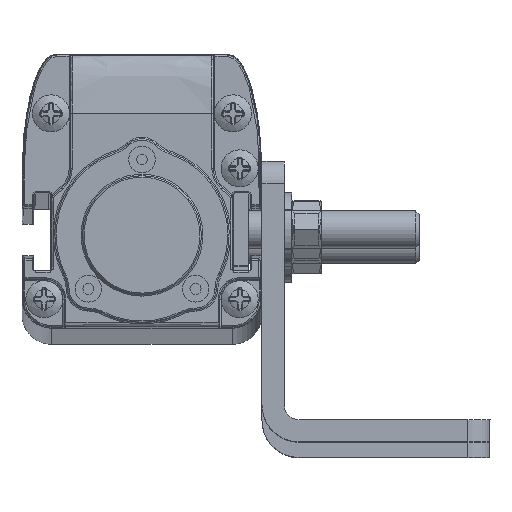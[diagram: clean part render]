
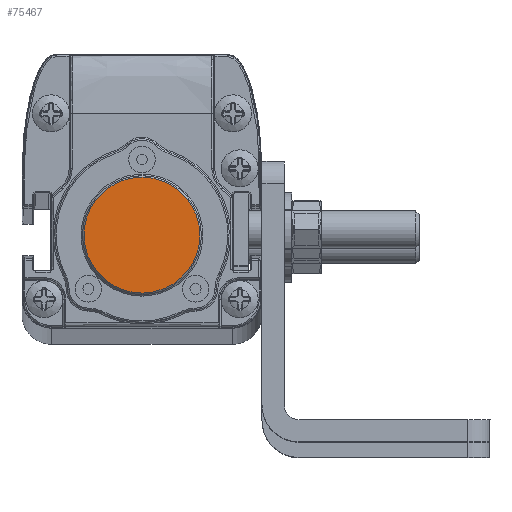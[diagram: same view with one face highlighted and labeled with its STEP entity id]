
A CAD part, top view. The second image highlights one B-rep face of the part: STEP entity #75467.
In plain terms, the highlighted planar face has unit normal (0, 0, 1).
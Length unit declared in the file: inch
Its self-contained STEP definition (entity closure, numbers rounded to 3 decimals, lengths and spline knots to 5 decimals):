
#7580 = EDGE_LOOP ( 'NONE', ( #66211, #90048 ) ) ;
#9463 = CARTESIAN_POINT ( 'NONE',  ( -0.08038, -0.29909, 50.52583 ) ) ;
#11013 = CARTESIAN_POINT ( 'NONE',  ( -0.0402, 0.30709, 50.52583 ) ) ;
#11327 = CARTESIAN_POINT ( 'NONE',  ( -0.30709, -0.0402, 50.52583 ) ) ;
#12629 = CARTESIAN_POINT ( 'NONE',  ( 0.24557, 0.18872, 50.52583 ) ) ;
#16800 = CARTESIAN_POINT ( 'NONE',  ( 0., -0.30709, 50.52583 ) ) ;
#17433 = CARTESIAN_POINT ( 'NONE',  ( -0.0402, -0.30709, 50.52583 ) ) ;
#18060 = CARTESIAN_POINT ( 'NONE',  ( -0.15465, 0.26833, 50.52583 ) ) ;
#20263 = CARTESIAN_POINT ( 'NONE',  ( 0.30709, 0.0402, 50.52583 ) ) ;
#20568 = CARTESIAN_POINT ( 'NONE',  ( 0.24557, -0.18872, 50.52583 ) ) ;
#26335 = CARTESIAN_POINT ( 'NONE',  ( 0., 0.30709, 50.52583 ) ) ;
#26602 = CARTESIAN_POINT ( 'NONE',  ( 0.15465, 0.26833, 50.52583 ) ) ;
#28344 = DIRECTION ( 'NONE',  ( 0., 0., 1. ) ) ;
#31330 = CARTESIAN_POINT ( 'NONE',  ( -0.24557, -0.18872, 50.52583 ) ) ;
#32278 = CARTESIAN_POINT ( 'NONE',  ( -0.24557, 0.18872, 50.52583 ) ) ;
#33814 = CARTESIAN_POINT ( 'NONE',  ( 0.30709, -0.0402, 50.52583 ) ) ;
#34132 = CARTESIAN_POINT ( 'NONE',  ( 0.15465, -0.26833, 50.52583 ) ) ;
#35919 = PLANE ( 'NONE',  #91864 ) ;
#39264 = CARTESIAN_POINT ( 'NONE',  ( -0.29909, -0.08038, 50.52583 ) ) ;
#39580 = CARTESIAN_POINT ( 'NONE',  ( -0.08038, 0.29909, 50.52583 ) ) ;
#40842 = EDGE_CURVE ( 'NONE', #75882, #63027, #70890, .T. ) ;
#41524 = CARTESIAN_POINT ( 'NONE',  ( 0., -0.30709, 50.52583 ) ) ;
#42146 = CARTESIAN_POINT ( 'NONE',  ( 0.29909, 0.08038, 50.52583 ) ) ;
#47246 = CARTESIAN_POINT ( 'NONE',  ( 0., 0.30709, 50.52583 ) ) ;
#49444 = CARTESIAN_POINT ( 'NONE',  ( 0.26833, 0.15465, 50.52583 ) ) ;
#54862 = CARTESIAN_POINT ( 'NONE',  ( -0.29909, 0.08038, 50.52583 ) ) ;
#55851 = CARTESIAN_POINT ( 'NONE',  ( 0., 0.30709, 50.52583 ) ) ;
#56766 = CARTESIAN_POINT ( 'NONE',  ( 0.26833, -0.15465, 50.52583 ) ) ;
#60326 = CARTESIAN_POINT ( 'NONE',  ( -0.18872, -0.24557, 50.52583 ) ) ;
#63027 = VERTEX_POINT ( 'NONE', #26335 ) ;
#64108 = CARTESIAN_POINT ( 'NONE',  ( 0.0402, 0.30709, 50.52583 ) ) ;
#66089 = EDGE_CURVE ( 'NONE', #63027, #75882, #83597, .T. ) ;
#66211 = ORIENTED_EDGE ( 'NONE', *, *, #66089, .F. ) ;
#67288 = CARTESIAN_POINT ( 'NONE',  ( -0.15465, -0.26833, 50.52583 ) ) ;
#70465 = CARTESIAN_POINT ( 'NONE',  ( 0.18872, -0.24557, 50.52583 ) ) ;
#70890 = B_SPLINE_CURVE_WITH_KNOTS ( 'NONE', 3,
 ( #16800, #17433, #9463, #67288, #60326, #31330, #82818, #39264, #11327, #91048, #54862, #83447, #32278, #83119, #18060, #39580, #11013, #47246 ),
 .UNSPECIFIED., .F., .F.,
 ( 4, 2, 2, 2, 2, 2, 2, 2, 4 ),
 ( 0., 0.125, 0.25, 0.375, 0.5, 0.625, 0.75, 0.875, 1. ),
 .UNSPECIFIED. ) ;
#72571 = DIRECTION ( 'NONE',  ( 1., 0., 0. ) ) ;
#75467 = ADVANCED_FACE ( 'NONE', ( #80768 ), #35919, .T. ) ;
#75882 = VERTEX_POINT ( 'NONE', #91812 ) ;
#77734 = CARTESIAN_POINT ( 'NONE',  ( 0.18872, 0.24557, 50.52583 ) ) ;
#78693 = CARTESIAN_POINT ( 'NONE',  ( 0.0402, -0.30709, 50.52583 ) ) ;
#80768 = FACE_OUTER_BOUND ( 'NONE', #7580, .T. ) ;
#82818 = CARTESIAN_POINT ( 'NONE',  ( -0.26833, -0.15465, 50.52583 ) ) ;
#83119 = CARTESIAN_POINT ( 'NONE',  ( -0.18872, 0.24557, 50.52583 ) ) ;
#83447 = CARTESIAN_POINT ( 'NONE',  ( -0.26833, 0.15465, 50.52583 ) ) ;
#83597 = B_SPLINE_CURVE_WITH_KNOTS ( 'NONE', 3,
 ( #55851, #64108, #91999, #26602, #77734, #12629, #49444, #42146, #20263, #33814, #93260, #56766, #20568, #70465, #34132, #92641, #78693, #41524 ),
 .UNSPECIFIED., .F., .F.,
 ( 4, 2, 2, 2, 2, 2, 2, 2, 4 ),
 ( 0., 0.125, 0.25, 0.375, 0.5, 0.625, 0.75, 0.875, 1. ),
 .UNSPECIFIED. ) ;
#90048 = ORIENTED_EDGE ( 'NONE', *, *, #40842, .F. ) ;
#91048 = CARTESIAN_POINT ( 'NONE',  ( -0.30709, 0.0402, 50.52583 ) ) ;
#91812 = CARTESIAN_POINT ( 'NONE',  ( 0., -0.30709, 50.52583 ) ) ;
#91864 = AXIS2_PLACEMENT_3D ( 'NONE', #94087, #28344, #72571 ) ;
#91999 = CARTESIAN_POINT ( 'NONE',  ( 0.08038, 0.29909, 50.52583 ) ) ;
#92641 = CARTESIAN_POINT ( 'NONE',  ( 0.08038, -0.29909, 50.52583 ) ) ;
#93260 = CARTESIAN_POINT ( 'NONE',  ( 0.29909, -0.08038, 50.52583 ) ) ;
#94087 = CARTESIAN_POINT ( 'NONE',  ( -0.61417, -0.53189, 50.52583 ) ) ;
